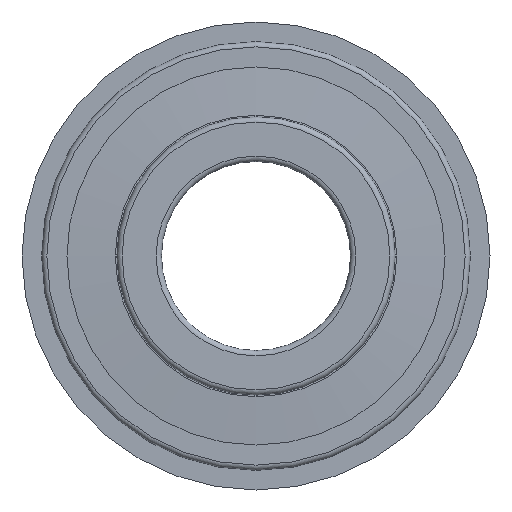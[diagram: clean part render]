
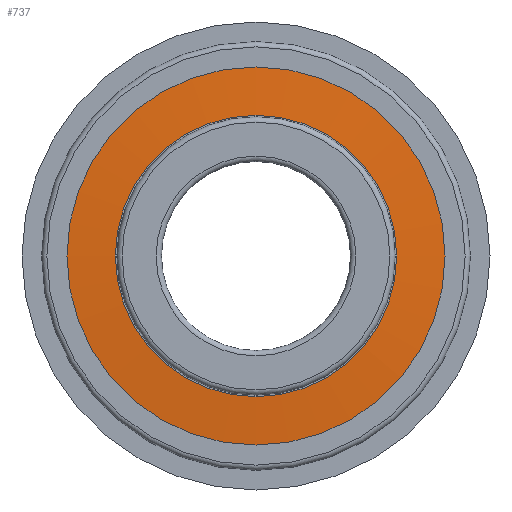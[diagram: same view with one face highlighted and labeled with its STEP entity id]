
A CAD part, left-side view. The second image highlights one B-rep face of the part: STEP entity #737.
In plain terms, the highlighted conical face has half-angle 86.103 degrees and reference radius 27.686 mm.
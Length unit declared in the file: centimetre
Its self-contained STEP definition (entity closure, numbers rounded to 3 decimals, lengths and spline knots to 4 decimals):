
#24=CONICAL_SURFACE('',#1004,2.7686,1.503);
#210=CIRCLE('',#1002,2.3622);
#212=CIRCLE('',#1005,3.175);
#272=EDGE_CURVE('',#562,#562,#210,.T.);
#274=EDGE_CURVE('',#564,#564,#212,.T.);
#388=ORIENTED_EDGE('',*,*,#274,.F.);
#389=ORIENTED_EDGE('',*,*,#272,.T.);
#480=EDGE_LOOP('',(#388));
#481=EDGE_LOOP('',(#389));
#562=VERTEX_POINT('',#1620);
#564=VERTEX_POINT('',#1625);
#658=FACE_BOUND('',#480,.T.);
#659=FACE_BOUND('',#481,.T.);
#737=ADVANCED_FACE('',(#658,#659),#24,.T.);
#881=DIRECTION('',(1.,0.,0.));
#882=DIRECTION('',(0.,2.362,0.));
#885=DIRECTION('',(1.,0.,0.));
#886=DIRECTION('',(0.,2.769,0.));
#887=DIRECTION('',(1.,0.,0.));
#888=DIRECTION('',(0.,3.175,0.));
#1002=AXIS2_PLACEMENT_3D('',#1619,#881,#882);
#1004=AXIS2_PLACEMENT_3D('',#1623,#885,#886);
#1005=AXIS2_PLACEMENT_3D('',#1624,#887,#888);
#1619=CARTESIAN_POINT('',(-1.2708,0.,0.));
#1620=CARTESIAN_POINT('',(-1.2708,2.3622,0.));
#1623=CARTESIAN_POINT('',(-1.2431,0.,0.));
#1624=CARTESIAN_POINT('',(-1.2154,0.,0.));
#1625=CARTESIAN_POINT('',(-1.2154,3.175,0.));
